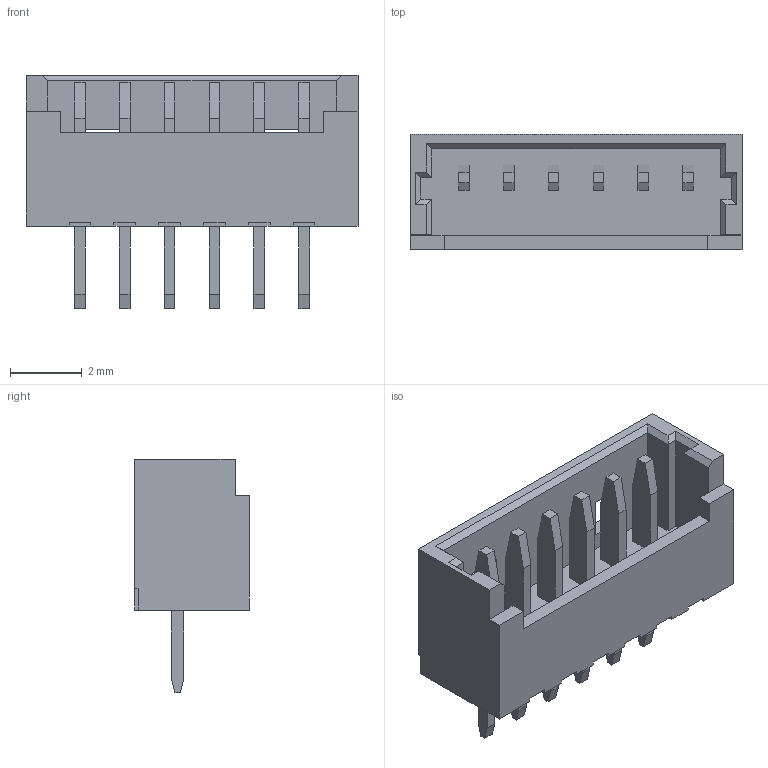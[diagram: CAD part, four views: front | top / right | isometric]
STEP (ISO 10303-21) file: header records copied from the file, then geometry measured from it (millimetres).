
FILE_DESCRIPTION(/* description */ ('Unknown'),/* implementation_level */ '2;1');
FILE_NAME(/* name */ '653006114822',/* time_stamp */ '2018-06-05T16:50:46+02:00',/* author */ ('Unknown'),/* organization */ ('Unknown'),/* preprocessor_version */ 'ST-DEVELOPER v16.7',/* originating_system */ 'DEX',/* authorisation */ $);
FILE_SCHEMA (('AUTOMOTIVE_DESIGN {1 0 10303 214 3 1 1}'));
Length unit declared in the file: millimetre
Products named in the file (3): 6530xx114822; 653006114822; 6530xx114822_PIN
Assembly tree (7 placements, depth 2):
  6530xx114822
    653006114822
    6530xx114822_PIN  x6
Bounding box: 9.25 x 3.2 x 6.5 mm (x, y, z)
Volume: 60.4 mm3; surface area: 274.8 mm2
Topology: 7 solids, 7 shells, 219 faces, 603 edges, 398 vertices
Faces by surface type: plane 219
Entity records: 4869 total; most frequent: CARTESIAN_POINT 858, ORIENTED_EDGE 846, DIRECTION 737, EDGE_CURVE 423, LINE 423, VECTOR 423, VERTEX_POINT 278, EDGE_LOOP 165
